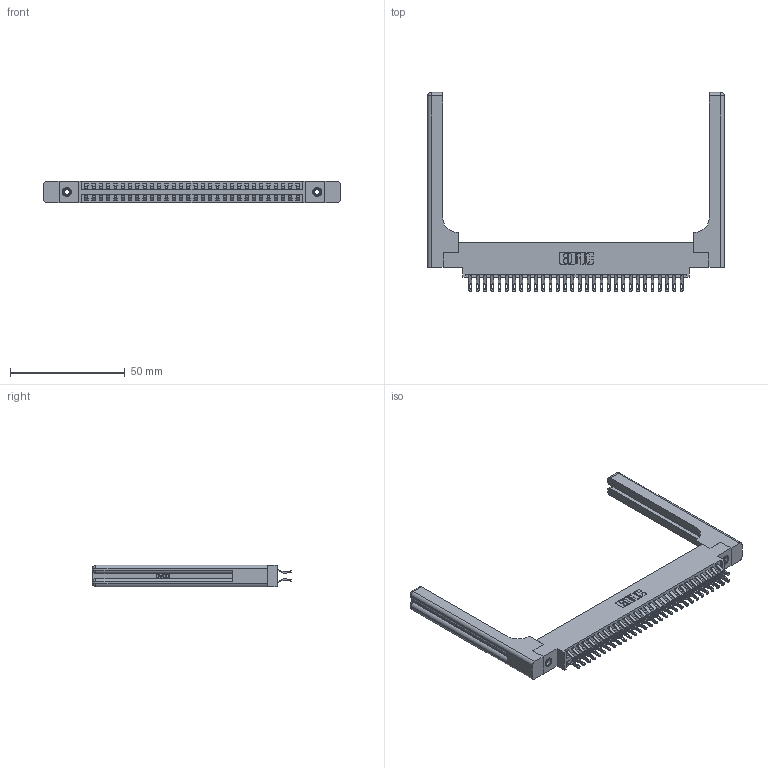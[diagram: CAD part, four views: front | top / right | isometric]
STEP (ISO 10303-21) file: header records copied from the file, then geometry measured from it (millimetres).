
FILE_DESCRIPTION (( 'STEP AP203' ), '1' );
FILE_NAME ('346-060-555-858.STEP', '2022-05-21T11:57:11', ( '' ), ( '' ), 'SwSTEP 2.0', 'SolidWorks 2020', '' );
FILE_SCHEMA (( 'CONFIG_CONTROL_DESIGN' ));
Length unit declared in the file: inch
Products named in the file (5): 345-292-001_555 Tail; 346-220-058_345-220-058; 345-250-001_345-250-001-102; 346-060-555-858; 346 Part_0.170 Offset - 0.156 Dia-TH
Assembly tree (65 placements, depth 2):
  346-060-555-858
    346 Part_0.170 Offset - 0.156 Dia-TH
    345-292-001_555 Tail  x60
    345-250-001_345-250-001-102  x2
    346-220-058_345-220-058  x2
Bounding box: 129.31 x 86.74 x 9.4 mm (x, y, z)
Volume: 20011.8 mm3; surface area: 22825 mm2
Topology: 65 solids, 65 shells, 3876 faces, 12023 edges, 7994 vertices
Faces by surface type: plane 2222, cylinder 1594, bspline 36, cone 12, sphere 8, torus 4
Entity records: 27250 total; most frequent: CARTESIAN_POINT 5557, ORIENTED_EDGE 4256, DIRECTION 3848, EDGE_CURVE 2128, LINE 1764, VECTOR 1764, VERTEX_POINT 1410, AXIS2_PLACEMENT_3D 1042
